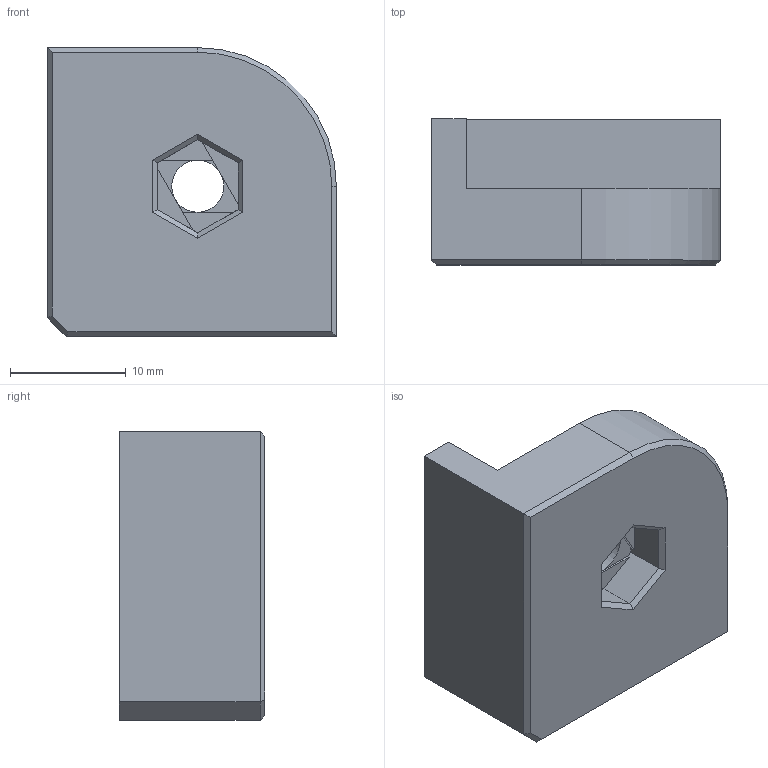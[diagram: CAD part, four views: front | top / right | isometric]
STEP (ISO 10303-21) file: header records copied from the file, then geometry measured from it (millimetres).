
FILE_DESCRIPTION(/* description */ (''),/* implementation_level */ '2;1');
FILE_NAME(/* name */ 'Bed Build Plate Alignment Stops v2.step',/* time_stamp */ '2024-04-16T01:57:38+08:00',/* author */ (''),/* organization */ (''),/* preprocessor_version */ 'ST-DEVELOPER v20',/* originating_system */ 'Autodesk Translation Framework v12.20.1.177',/* authorisation */ '');
FILE_SCHEMA (('AUTOMOTIVE_DESIGN { 1 0 10303 214 3 1 1 }'));
Length unit declared in the file: millimetre
Products named in the file (1): Bed Build Plate Alignment Stops
Bounding box: 25 x 12.6 x 25 mm (x, y, z)
Volume: 4541.8 mm3; surface area: 2470.7 mm2
Topology: 1 solids, 1 shells, 42 faces, 104 edges, 64 vertices
Faces by surface type: plane 39, cylinder 2, cone 1
Full cylindrical faces by diameter (mm): 4.5 x1
Entity records: 1246 total; most frequent: CARTESIAN_POINT 211, ORIENTED_EDGE 208, DIRECTION 199, EDGE_CURVE 104, LINE 95, VECTOR 95, VERTEX_POINT 64, AXIS2_PLACEMENT_3D 52
